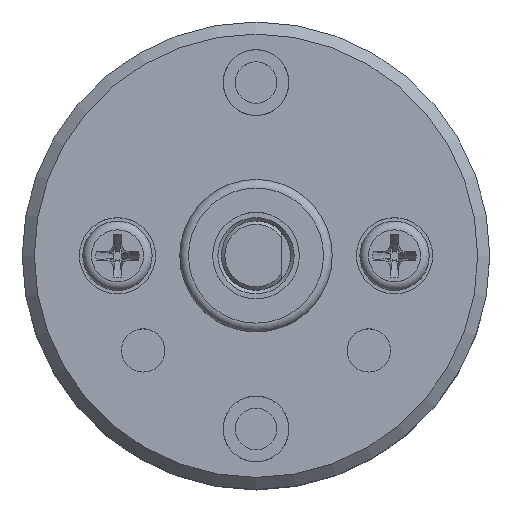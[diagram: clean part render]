
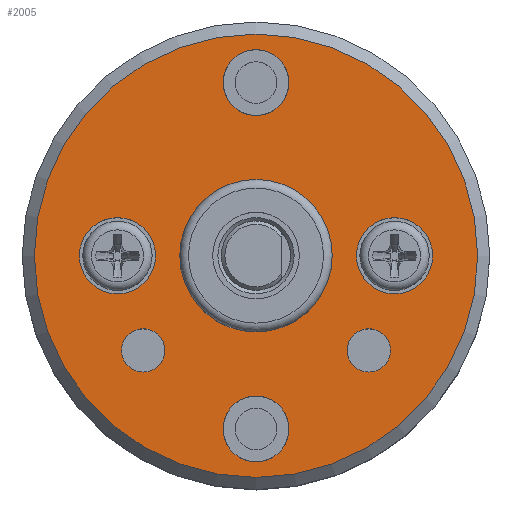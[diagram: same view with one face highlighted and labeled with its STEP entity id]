
A CAD part, top view. The second image highlights one B-rep face of the part: STEP entity #2005.
In plain terms, the highlighted planar face has unit normal (0, 0, 1).
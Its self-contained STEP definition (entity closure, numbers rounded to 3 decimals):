
#2005=ADVANCED_FACE('',(#2705,#2706,#2707,#2708,#2709,#2710,#2711,#2712),
#2434,.T.);
#2434=PLANE('',#8333);
#2705=FACE_BOUND('',#3260,.T.);
#2706=FACE_BOUND('',#3261,.T.);
#2707=FACE_BOUND('',#3262,.T.);
#2708=FACE_BOUND('',#3263,.T.);
#2709=FACE_BOUND('',#3264,.T.);
#2710=FACE_BOUND('',#3265,.T.);
#2711=FACE_BOUND('',#3266,.T.);
#2712=FACE_BOUND('',#3267,.T.);
#3260=EDGE_LOOP('',(#4808));
#3261=EDGE_LOOP('',(#4809));
#3262=EDGE_LOOP('',(#4810));
#3263=EDGE_LOOP('',(#4811));
#3264=EDGE_LOOP('',(#4812));
#3265=EDGE_LOOP('',(#4813));
#3266=EDGE_LOOP('',(#4814));
#3267=EDGE_LOOP('',(#4815));
#4808=ORIENTED_EDGE('',*,*,#7029,.T.);
#4809=ORIENTED_EDGE('',*,*,#7030,.T.);
#4810=ORIENTED_EDGE('',*,*,#7031,.T.);
#4811=ORIENTED_EDGE('',*,*,#7032,.T.);
#4812=ORIENTED_EDGE('',*,*,#7033,.T.);
#4813=ORIENTED_EDGE('',*,*,#7034,.F.);
#4814=ORIENTED_EDGE('',*,*,#7035,.T.);
#4815=ORIENTED_EDGE('',*,*,#7036,.T.);
#6128=VERTEX_POINT('',#12792);
#6129=VERTEX_POINT('',#12794);
#6130=VERTEX_POINT('',#12796);
#6131=VERTEX_POINT('',#12798);
#6132=VERTEX_POINT('',#12800);
#6133=VERTEX_POINT('',#12802);
#6134=VERTEX_POINT('',#12804);
#6135=VERTEX_POINT('',#12806);
#7029=EDGE_CURVE('',#6128,#6128,#7603,.T.);
#7030=EDGE_CURVE('',#6129,#6129,#7604,.T.);
#7031=EDGE_CURVE('',#6130,#6130,#7605,.T.);
#7032=EDGE_CURVE('',#6131,#6131,#7606,.T.);
#7033=EDGE_CURVE('',#6132,#6132,#7607,.T.);
#7034=EDGE_CURVE('',#6133,#6133,#7608,.T.);
#7035=EDGE_CURVE('',#6134,#6134,#7609,.T.);
#7036=EDGE_CURVE('',#6135,#6135,#7610,.T.);
#7603=CIRCLE('',#8325,1.25);
#7604=CIRCLE('',#8326,1.25);
#7605=CIRCLE('',#8327,12.8);
#7606=CIRCLE('',#8328,2.2);
#7607=CIRCLE('',#8329,2.2);
#7608=CIRCLE('',#8330,4.4);
#7609=CIRCLE('',#8331,1.9);
#7610=CIRCLE('',#8332,1.9);
#8325=AXIS2_PLACEMENT_3D('',#12791,#10091,#10092);
#8326=AXIS2_PLACEMENT_3D('',#12793,#10093,#10094);
#8327=AXIS2_PLACEMENT_3D('',#12795,#10095,#10096);
#8328=AXIS2_PLACEMENT_3D('',#12797,#10097,#10098);
#8329=AXIS2_PLACEMENT_3D('',#12799,#10099,#10100);
#8330=AXIS2_PLACEMENT_3D('',#12801,#10101,#10102);
#8331=AXIS2_PLACEMENT_3D('',#12803,#10103,#10104);
#8332=AXIS2_PLACEMENT_3D('',#12805,#10105,#10106);
#8333=AXIS2_PLACEMENT_3D('',#12807,#10107,#10108);
#10091=DIRECTION('',(0.,0.,-1.));
#10092=DIRECTION('',(-1.,0.,0.));
#10093=DIRECTION('',(0.,0.,-1.));
#10094=DIRECTION('',(-1.,0.,0.));
#10095=DIRECTION('',(0.,0.,1.));
#10096=DIRECTION('',(1.,0.,0.));
#10097=DIRECTION('',(0.,0.,-1.));
#10098=DIRECTION('',(-1.,0.,0.));
#10099=DIRECTION('',(0.,0.,-1.));
#10100=DIRECTION('',(-1.,0.,0.));
#10101=DIRECTION('',(0.,0.,1.));
#10102=DIRECTION('',(1.,0.,0.));
#10103=DIRECTION('',(0.,0.,-1.));
#10104=DIRECTION('',(-1.,0.,0.));
#10105=DIRECTION('',(0.,0.,-1.));
#10106=DIRECTION('',(-1.,0.,0.));
#10107=DIRECTION('',(0.,0.,1.));
#10108=DIRECTION('',(1.,0.,0.));
#12791=CARTESIAN_POINT('',(6.511,-5.464,8.3));
#12792=CARTESIAN_POINT('',(5.261,-5.464,8.3));
#12793=CARTESIAN_POINT('',(-6.511,-5.464,8.3));
#12794=CARTESIAN_POINT('',(-7.761,-5.464,8.3));
#12795=CARTESIAN_POINT('',(0.,0.,8.3));
#12796=CARTESIAN_POINT('',(12.8,0.,8.3));
#12797=CARTESIAN_POINT('',(-8.,0.,8.3));
#12798=CARTESIAN_POINT('',(-10.2,0.,8.3));
#12799=CARTESIAN_POINT('',(8.,0.,8.3));
#12800=CARTESIAN_POINT('',(5.8,0.,8.3));
#12801=CARTESIAN_POINT('',(0.,0.,8.3));
#12802=CARTESIAN_POINT('',(4.4,0.,8.3));
#12803=CARTESIAN_POINT('',(0.,-10.,8.3));
#12804=CARTESIAN_POINT('',(-1.9,-10.,8.3));
#12805=CARTESIAN_POINT('',(0.,10.,8.3));
#12806=CARTESIAN_POINT('',(-1.9,10.,8.3));
#12807=CARTESIAN_POINT('',(0.,0.,8.3));
